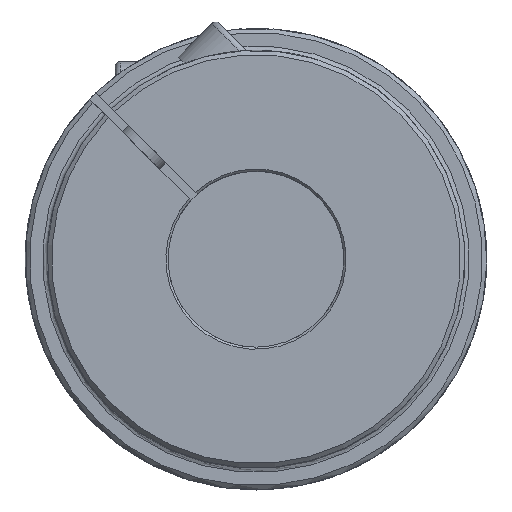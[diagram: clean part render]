
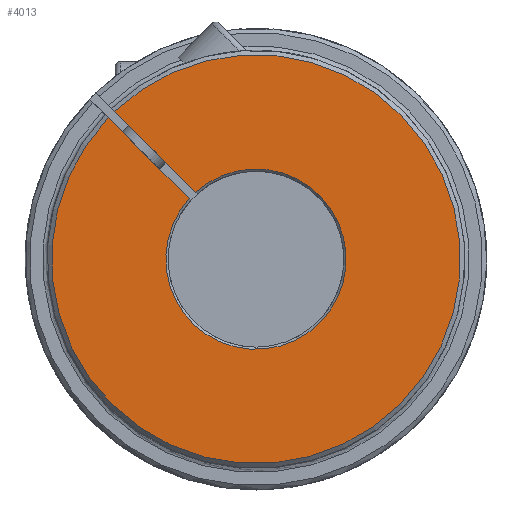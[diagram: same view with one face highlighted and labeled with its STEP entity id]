
A CAD part, left-side view. The second image highlights one B-rep face of the part: STEP entity #4013.
In plain terms, the highlighted planar face has unit normal (-1, 0, 0).
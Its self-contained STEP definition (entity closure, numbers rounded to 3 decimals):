
#37=PLANE('',#4197);
#129=LINE('',#5688,#311);
#130=LINE('',#5693,#312);
#311=VECTOR('',#4639,1000.);
#312=VECTOR('',#4642,1000.);
#492=CIRCLE('',#4198,46.5);
#493=CIRCLE('',#4199,20.5);
#752=ORIENTED_EDGE('',*,*,#1639,.T.);
#753=ORIENTED_EDGE('',*,*,#1640,.F.);
#754=ORIENTED_EDGE('',*,*,#1641,.T.);
#755=ORIENTED_EDGE('',*,*,#1642,.T.);
#1639=EDGE_CURVE('',#2082,#2083,#129,.T.);
#1640=EDGE_CURVE('',#2084,#2083,#492,.T.);
#1641=EDGE_CURVE('',#2084,#2085,#130,.T.);
#1642=EDGE_CURVE('',#2085,#2082,#493,.T.);
#2082=VERTEX_POINT('',#5689);
#2083=VERTEX_POINT('',#5690);
#2084=VERTEX_POINT('',#5692);
#2085=VERTEX_POINT('',#5694);
#2371=EDGE_LOOP('',(#752,#753,#754,#755));
#2581=FACE_BOUND('',#2371,.T.);
#4013=ADVANCED_FACE('',(#2581),#37,.F.);
#4197=AXIS2_PLACEMENT_3D('',#5687,#4637,#4638);
#4198=AXIS2_PLACEMENT_3D('',#5691,#4640,#4641);
#4199=AXIS2_PLACEMENT_3D('',#5695,#4643,#4644);
#4637=DIRECTION('',(1.,0.,0.));
#4638=DIRECTION('',(0.,0.,-1.));
#4639=DIRECTION('',(0.,0.707,0.707));
#4640=DIRECTION('',(1.,0.,0.));
#4641=DIRECTION('',(0.,0.,-1.));
#4642=DIRECTION('',(0.,-0.707,-0.707));
#4643=DIRECTION('',(1.,0.,0.));
#4644=DIRECTION('',(0.,0.,-1.));
#5687=CARTESIAN_POINT('',(0.,0.,0.));
#5688=CARTESIAN_POINT('',(0.,0.707,-0.707));
#5689=CARTESIAN_POINT('',(0.,15.186,13.771));
#5690=CARTESIAN_POINT('',(0.,33.58,32.166));
#5691=CARTESIAN_POINT('',(0.,0.,0.));
#5692=CARTESIAN_POINT('',(0.,32.166,33.58));
#5693=CARTESIAN_POINT('',(0.,73.539,74.953));
#5694=CARTESIAN_POINT('',(0.,13.771,15.186));
#5695=CARTESIAN_POINT('',(0.,0.,0.));
